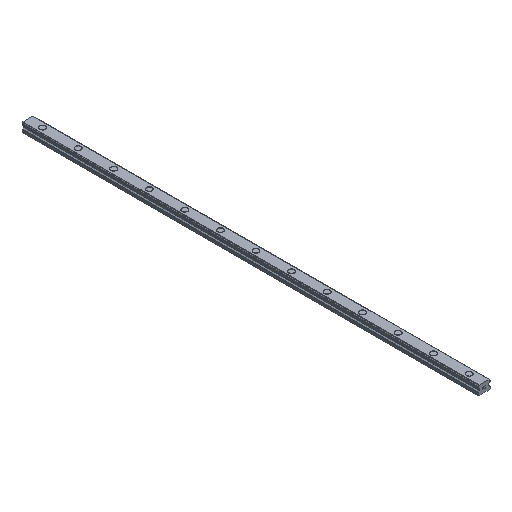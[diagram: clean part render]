
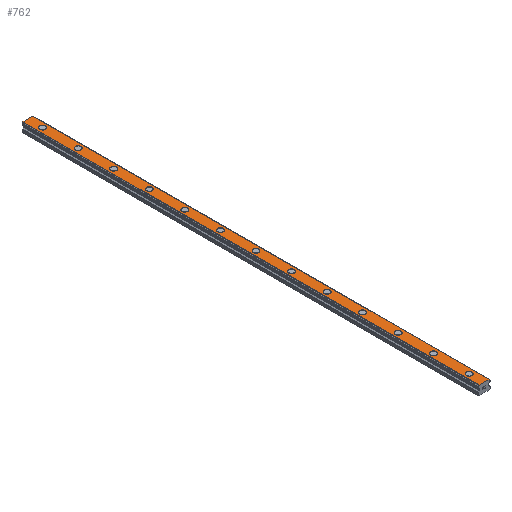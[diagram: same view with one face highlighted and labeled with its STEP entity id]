
A CAD part, isometric view. The second image highlights one B-rep face of the part: STEP entity #762.
In plain terms, the highlighted planar face has unit normal (0, 0, 1).
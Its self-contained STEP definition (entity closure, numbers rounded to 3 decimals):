
#762=ADVANCED_FACE('',(#1554,#1555,#1556,#1557,#1558,#1559,#1560,#1561,#1562,#1563,#1564,#1565,#1566,#1567),#1568,.T.);
#1554=FACE_BOUND('',#2369,.T.);
#1555=FACE_BOUND('',#2370,.T.);
#1556=FACE_BOUND('',#2371,.T.);
#1557=FACE_BOUND('',#2372,.T.);
#1558=FACE_BOUND('',#2373,.T.);
#1559=FACE_BOUND('',#2374,.T.);
#1560=FACE_BOUND('',#2375,.T.);
#1561=FACE_BOUND('',#2376,.T.);
#1562=FACE_BOUND('',#2377,.T.);
#1563=FACE_BOUND('',#2378,.T.);
#1564=FACE_BOUND('',#2379,.T.);
#1565=FACE_BOUND('',#2380,.T.);
#1566=FACE_BOUND('',#2381,.T.);
#1567=FACE_OUTER_BOUND('',#2382,.T.);
#1568=PLANE('',#2383);
#2369=EDGE_LOOP('',(#4539,#4540));
#2370=EDGE_LOOP('',(#4541,#4542));
#2371=EDGE_LOOP('',(#4543,#4544));
#2372=EDGE_LOOP('',(#4545,#4546));
#2373=EDGE_LOOP('',(#4547,#4548));
#2374=EDGE_LOOP('',(#4549,#4550));
#2375=EDGE_LOOP('',(#4551,#4552));
#2376=EDGE_LOOP('',(#4553,#4554));
#2377=EDGE_LOOP('',(#4555,#4556));
#2378=EDGE_LOOP('',(#4557,#4558));
#2379=EDGE_LOOP('',(#4559,#4560));
#2380=EDGE_LOOP('',(#4561,#4562));
#2381=EDGE_LOOP('',(#4563,#4564));
#2382=EDGE_LOOP('',(#4565,#4566,#4567,#4568));
#2383=AXIS2_PLACEMENT_3D('',#4569,#4570,#4571);
#4539=ORIENTED_EDGE('',*,*,#4891,.T.);
#4540=ORIENTED_EDGE('',*,*,#5356,.T.);
#4541=ORIENTED_EDGE('',*,*,#4879,.T.);
#4542=ORIENTED_EDGE('',*,*,#5374,.T.);
#4543=ORIENTED_EDGE('',*,*,#4867,.T.);
#4544=ORIENTED_EDGE('',*,*,#5389,.T.);
#4545=ORIENTED_EDGE('',*,*,#4855,.T.);
#4546=ORIENTED_EDGE('',*,*,#5404,.T.);
#4547=ORIENTED_EDGE('',*,*,#4843,.T.);
#4548=ORIENTED_EDGE('',*,*,#5419,.T.);
#4549=ORIENTED_EDGE('',*,*,#4831,.T.);
#4550=ORIENTED_EDGE('',*,*,#5434,.T.);
#4551=ORIENTED_EDGE('',*,*,#4819,.T.);
#4552=ORIENTED_EDGE('',*,*,#5449,.T.);
#4553=ORIENTED_EDGE('',*,*,#4807,.T.);
#4554=ORIENTED_EDGE('',*,*,#5464,.T.);
#4555=ORIENTED_EDGE('',*,*,#4795,.T.);
#4556=ORIENTED_EDGE('',*,*,#5479,.T.);
#4557=ORIENTED_EDGE('',*,*,#4783,.T.);
#4558=ORIENTED_EDGE('',*,*,#5494,.T.);
#4559=ORIENTED_EDGE('',*,*,#4771,.T.);
#4560=ORIENTED_EDGE('',*,*,#5509,.T.);
#4561=ORIENTED_EDGE('',*,*,#4759,.T.);
#4562=ORIENTED_EDGE('',*,*,#5524,.T.);
#4563=ORIENTED_EDGE('',*,*,#4747,.T.);
#4564=ORIENTED_EDGE('',*,*,#5539,.T.);
#4565=ORIENTED_EDGE('',*,*,#5338,.T.);
#4566=ORIENTED_EDGE('',*,*,#5588,.F.);
#4567=ORIENTED_EDGE('',*,*,#5210,.F.);
#4568=ORIENTED_EDGE('',*,*,#5586,.T.);
#4569=CARTESIAN_POINT('',(0.,770.0,15.5));
#4570=DIRECTION('',(0.0,0.0,1.0));
#4571=DIRECTION('',(-1.0,0.0,-0.0));
#4747=EDGE_CURVE('',#5644,#5641,#5645,.T.);
#4759=EDGE_CURVE('',#5666,#5663,#5667,.T.);
#4771=EDGE_CURVE('',#5688,#5685,#5689,.T.);
#4783=EDGE_CURVE('',#5710,#5707,#5711,.T.);
#4795=EDGE_CURVE('',#5732,#5729,#5733,.T.);
#4807=EDGE_CURVE('',#5754,#5751,#5755,.T.);
#4819=EDGE_CURVE('',#5776,#5773,#5777,.T.);
#4831=EDGE_CURVE('',#5798,#5795,#5799,.T.);
#4843=EDGE_CURVE('',#5820,#5817,#5821,.T.);
#4855=EDGE_CURVE('',#5842,#5839,#5843,.T.);
#4867=EDGE_CURVE('',#5864,#5861,#5865,.T.);
#4879=EDGE_CURVE('',#5886,#5883,#5887,.T.);
#4891=EDGE_CURVE('',#5908,#5905,#5909,.T.);
#5210=EDGE_CURVE('',#6374,#6376,#6377,.T.);
#5338=EDGE_CURVE('',#6587,#6585,#6588,.T.);
#5356=EDGE_CURVE('',#5905,#5908,#6621,.T.);
#5374=EDGE_CURVE('',#5883,#5886,#6641,.T.);
#5389=EDGE_CURVE('',#5861,#5864,#6658,.T.);
#5404=EDGE_CURVE('',#5839,#5842,#6675,.T.);
#5419=EDGE_CURVE('',#5817,#5820,#6692,.T.);
#5434=EDGE_CURVE('',#5795,#5798,#6709,.T.);
#5449=EDGE_CURVE('',#5773,#5776,#6726,.T.);
#5464=EDGE_CURVE('',#5751,#5754,#6743,.T.);
#5479=EDGE_CURVE('',#5729,#5732,#6760,.T.);
#5494=EDGE_CURVE('',#5707,#5710,#6777,.T.);
#5509=EDGE_CURVE('',#5685,#5688,#6794,.T.);
#5524=EDGE_CURVE('',#5663,#5666,#6811,.T.);
#5539=EDGE_CURVE('',#5641,#5644,#6828,.T.);
#5586=EDGE_CURVE('',#6374,#6587,#6877,.T.);
#5588=EDGE_CURVE('',#6376,#6585,#6879,.T.);
#5641=VERTEX_POINT('',#6934);
#5644=VERTEX_POINT('',#6938);
#5645=CIRCLE('',#6939,4.75);
#5663=VERTEX_POINT('',#6960);
#5666=VERTEX_POINT('',#6964);
#5667=CIRCLE('',#6965,4.75);
#5685=VERTEX_POINT('',#6986);
#5688=VERTEX_POINT('',#6990);
#5689=CIRCLE('',#6991,4.75);
#5707=VERTEX_POINT('',#7012);
#5710=VERTEX_POINT('',#7016);
#5711=CIRCLE('',#7017,4.75);
#5729=VERTEX_POINT('',#7038);
#5732=VERTEX_POINT('',#7042);
#5733=CIRCLE('',#7043,4.75);
#5751=VERTEX_POINT('',#7064);
#5754=VERTEX_POINT('',#7068);
#5755=CIRCLE('',#7069,4.75);
#5773=VERTEX_POINT('',#7090);
#5776=VERTEX_POINT('',#7094);
#5777=CIRCLE('',#7095,4.75);
#5795=VERTEX_POINT('',#7116);
#5798=VERTEX_POINT('',#7120);
#5799=CIRCLE('',#7121,4.75);
#5817=VERTEX_POINT('',#7142);
#5820=VERTEX_POINT('',#7146);
#5821=CIRCLE('',#7147,4.75);
#5839=VERTEX_POINT('',#7168);
#5842=VERTEX_POINT('',#7172);
#5843=CIRCLE('',#7173,4.75);
#5861=VERTEX_POINT('',#7194);
#5864=VERTEX_POINT('',#7198);
#5865=CIRCLE('',#7199,4.75);
#5883=VERTEX_POINT('',#7220);
#5886=VERTEX_POINT('',#7224);
#5887=CIRCLE('',#7225,4.75);
#5905=VERTEX_POINT('',#7246);
#5908=VERTEX_POINT('',#7250);
#5909=CIRCLE('',#7251,4.75);
#6374=VERTEX_POINT('',#7865);
#6376=VERTEX_POINT('',#7868);
#6377=LINE('',#7869,#7870);
#6585=VERTEX_POINT('',#8162);
#6587=VERTEX_POINT('',#8165);
#6588=LINE('',#8166,#8167);
#6621=CIRCLE('',#8207,4.75);
#6641=CIRCLE('',#8233,4.75);
#6658=CIRCLE('',#8254,4.75);
#6675=CIRCLE('',#8275,4.75);
#6692=CIRCLE('',#8296,4.75);
#6709=CIRCLE('',#8317,4.75);
#6726=CIRCLE('',#8338,4.75);
#6743=CIRCLE('',#8359,4.75);
#6760=CIRCLE('',#8380,4.75);
#6777=CIRCLE('',#8401,4.75);
#6794=CIRCLE('',#8422,4.75);
#6811=CIRCLE('',#8443,4.75);
#6828=CIRCLE('',#8464,4.75);
#6877=LINE('',#8533,#8534);
#6879=LINE('',#8536,#8537);
#6934=CARTESIAN_POINT('',(4.75,25.0,15.5));
#6938=CARTESIAN_POINT('',(-4.75,25.0,15.5));
#6939=AXIS2_PLACEMENT_3D('',#8609,#8610,#8611);
#6960=CARTESIAN_POINT('',(4.75,85.0,15.5));
#6964=CARTESIAN_POINT('',(-4.75,85.0,15.5));
#6965=AXIS2_PLACEMENT_3D('',#8631,#8632,#8633);
#6986=CARTESIAN_POINT('',(4.75,145.0,15.5));
#6990=CARTESIAN_POINT('',(-4.75,145.0,15.5));
#6991=AXIS2_PLACEMENT_3D('',#8653,#8654,#8655);
#7012=CARTESIAN_POINT('',(4.75,205.0,15.5));
#7016=CARTESIAN_POINT('',(-4.75,205.0,15.5));
#7017=AXIS2_PLACEMENT_3D('',#8675,#8676,#8677);
#7038=CARTESIAN_POINT('',(4.75,265.0,15.5));
#7042=CARTESIAN_POINT('',(-4.75,265.0,15.5));
#7043=AXIS2_PLACEMENT_3D('',#8697,#8698,#8699);
#7064=CARTESIAN_POINT('',(4.75,325.0,15.5));
#7068=CARTESIAN_POINT('',(-4.75,325.0,15.5));
#7069=AXIS2_PLACEMENT_3D('',#8719,#8720,#8721);
#7090=CARTESIAN_POINT('',(4.75,385.0,15.5));
#7094=CARTESIAN_POINT('',(-4.75,385.0,15.5));
#7095=AXIS2_PLACEMENT_3D('',#8741,#8742,#8743);
#7116=CARTESIAN_POINT('',(4.75,445.0,15.5));
#7120=CARTESIAN_POINT('',(-4.75,445.0,15.5));
#7121=AXIS2_PLACEMENT_3D('',#8763,#8764,#8765);
#7142=CARTESIAN_POINT('',(4.75,505.0,15.5));
#7146=CARTESIAN_POINT('',(-4.75,505.0,15.5));
#7147=AXIS2_PLACEMENT_3D('',#8785,#8786,#8787);
#7168=CARTESIAN_POINT('',(4.75,565.0,15.5));
#7172=CARTESIAN_POINT('',(-4.75,565.0,15.5));
#7173=AXIS2_PLACEMENT_3D('',#8807,#8808,#8809);
#7194=CARTESIAN_POINT('',(4.75,625.0,15.5));
#7198=CARTESIAN_POINT('',(-4.75,625.0,15.5));
#7199=AXIS2_PLACEMENT_3D('',#8829,#8830,#8831);
#7220=CARTESIAN_POINT('',(4.75,685.0,15.5));
#7224=CARTESIAN_POINT('',(-4.75,685.0,15.5));
#7225=AXIS2_PLACEMENT_3D('',#8851,#8852,#8853);
#7246=CARTESIAN_POINT('',(4.75,745.0,15.5));
#7250=CARTESIAN_POINT('',(-4.75,745.0,15.5));
#7251=AXIS2_PLACEMENT_3D('',#8873,#8874,#8875);
#7865=CARTESIAN_POINT('',(-8.378,770.0,15.5));
#7868=CARTESIAN_POINT('',(8.378,770.0,15.5));
#7869=CARTESIAN_POINT('',(-8.378,770.0,15.5));
#7870=VECTOR('',#9251,1.0);
#8162=CARTESIAN_POINT('',(8.378,0.0,15.5));
#8165=CARTESIAN_POINT('',(-8.378,0.0,15.5));
#8166=CARTESIAN_POINT('',(-8.378,0.0,15.5));
#8167=VECTOR('',#9391,1.0);
#8207=AXIS2_PLACEMENT_3D('',#9426,#9427,#9428);
#8233=AXIS2_PLACEMENT_3D('',#9447,#9448,#9449);
#8254=AXIS2_PLACEMENT_3D('',#9466,#9467,#9468);
#8275=AXIS2_PLACEMENT_3D('',#9485,#9486,#9487);
#8296=AXIS2_PLACEMENT_3D('',#9504,#9505,#9506);
#8317=AXIS2_PLACEMENT_3D('',#9523,#9524,#9525);
#8338=AXIS2_PLACEMENT_3D('',#9542,#9543,#9544);
#8359=AXIS2_PLACEMENT_3D('',#9561,#9562,#9563);
#8380=AXIS2_PLACEMENT_3D('',#9580,#9581,#9582);
#8401=AXIS2_PLACEMENT_3D('',#9599,#9600,#9601);
#8422=AXIS2_PLACEMENT_3D('',#9618,#9619,#9620);
#8443=AXIS2_PLACEMENT_3D('',#9637,#9638,#9639);
#8464=AXIS2_PLACEMENT_3D('',#9656,#9657,#9658);
#8533=CARTESIAN_POINT('',(-8.378,770.0,15.5));
#8534=VECTOR('',#9691,1.0);
#8536=CARTESIAN_POINT('',(8.378,770.0,15.5));
#8537=VECTOR('',#9692,1.0);
#8609=CARTESIAN_POINT('',(0.0,25.0,15.5));
#8610=DIRECTION('',(0.0,0.0,-1.0));
#8611=DIRECTION('',(1.0,0.0,0.0));
#8631=CARTESIAN_POINT('',(0.0,85.0,15.5));
#8632=DIRECTION('',(0.0,0.0,-1.0));
#8633=DIRECTION('',(1.0,0.0,0.0));
#8653=CARTESIAN_POINT('',(0.0,145.0,15.5));
#8654=DIRECTION('',(0.0,0.0,-1.0));
#8655=DIRECTION('',(1.0,0.0,0.0));
#8675=CARTESIAN_POINT('',(0.0,205.0,15.5));
#8676=DIRECTION('',(0.0,0.0,-1.0));
#8677=DIRECTION('',(1.0,0.0,0.0));
#8697=CARTESIAN_POINT('',(0.0,265.0,15.5));
#8698=DIRECTION('',(0.0,0.0,-1.0));
#8699=DIRECTION('',(1.0,0.0,0.0));
#8719=CARTESIAN_POINT('',(0.0,325.0,15.5));
#8720=DIRECTION('',(0.0,0.0,-1.0));
#8721=DIRECTION('',(1.0,0.0,0.0));
#8741=CARTESIAN_POINT('',(0.0,385.0,15.5));
#8742=DIRECTION('',(0.0,0.0,-1.0));
#8743=DIRECTION('',(1.0,0.0,0.0));
#8763=CARTESIAN_POINT('',(0.0,445.0,15.5));
#8764=DIRECTION('',(0.0,0.0,-1.0));
#8765=DIRECTION('',(1.0,0.0,0.0));
#8785=CARTESIAN_POINT('',(0.0,505.0,15.5));
#8786=DIRECTION('',(0.0,0.0,-1.0));
#8787=DIRECTION('',(1.0,0.0,0.0));
#8807=CARTESIAN_POINT('',(0.0,565.0,15.5));
#8808=DIRECTION('',(0.0,0.0,-1.0));
#8809=DIRECTION('',(1.0,0.0,0.0));
#8829=CARTESIAN_POINT('',(0.0,625.0,15.5));
#8830=DIRECTION('',(0.0,0.0,-1.0));
#8831=DIRECTION('',(1.0,0.0,0.0));
#8851=CARTESIAN_POINT('',(0.0,685.0,15.5));
#8852=DIRECTION('',(0.0,0.0,-1.0));
#8853=DIRECTION('',(1.0,0.0,0.0));
#8873=CARTESIAN_POINT('',(0.0,745.0,15.5));
#8874=DIRECTION('',(0.0,0.0,-1.0));
#8875=DIRECTION('',(1.0,0.0,0.0));
#9251=DIRECTION('',(1.0,0.0,0.0));
#9391=DIRECTION('',(1.0,0.0,0.0));
#9426=CARTESIAN_POINT('',(0.0,745.0,15.5));
#9427=DIRECTION('',(0.0,0.0,-1.0));
#9428=DIRECTION('',(1.0,0.0,0.0));
#9447=CARTESIAN_POINT('',(0.0,685.0,15.5));
#9448=DIRECTION('',(0.0,0.0,-1.0));
#9449=DIRECTION('',(1.0,0.0,0.0));
#9466=CARTESIAN_POINT('',(0.0,625.0,15.5));
#9467=DIRECTION('',(0.0,0.0,-1.0));
#9468=DIRECTION('',(1.0,0.0,0.0));
#9485=CARTESIAN_POINT('',(0.0,565.0,15.5));
#9486=DIRECTION('',(0.0,0.0,-1.0));
#9487=DIRECTION('',(1.0,0.0,0.0));
#9504=CARTESIAN_POINT('',(0.0,505.0,15.5));
#9505=DIRECTION('',(0.0,0.0,-1.0));
#9506=DIRECTION('',(1.0,0.0,0.0));
#9523=CARTESIAN_POINT('',(0.0,445.0,15.5));
#9524=DIRECTION('',(0.0,0.0,-1.0));
#9525=DIRECTION('',(1.0,0.0,0.0));
#9542=CARTESIAN_POINT('',(0.0,385.0,15.5));
#9543=DIRECTION('',(0.0,0.0,-1.0));
#9544=DIRECTION('',(1.0,0.0,0.0));
#9561=CARTESIAN_POINT('',(0.0,325.0,15.5));
#9562=DIRECTION('',(0.0,0.0,-1.0));
#9563=DIRECTION('',(1.0,0.0,0.0));
#9580=CARTESIAN_POINT('',(0.0,265.0,15.5));
#9581=DIRECTION('',(0.0,0.0,-1.0));
#9582=DIRECTION('',(1.0,0.0,0.0));
#9599=CARTESIAN_POINT('',(0.0,205.0,15.5));
#9600=DIRECTION('',(0.0,0.0,-1.0));
#9601=DIRECTION('',(1.0,0.0,0.0));
#9618=CARTESIAN_POINT('',(0.0,145.0,15.5));
#9619=DIRECTION('',(0.0,0.0,-1.0));
#9620=DIRECTION('',(1.0,0.0,0.0));
#9637=CARTESIAN_POINT('',(0.0,85.0,15.5));
#9638=DIRECTION('',(0.0,0.0,-1.0));
#9639=DIRECTION('',(1.0,0.0,0.0));
#9656=CARTESIAN_POINT('',(0.0,25.0,15.5));
#9657=DIRECTION('',(0.0,0.0,-1.0));
#9658=DIRECTION('',(1.0,0.0,0.0));
#9691=DIRECTION('',(0.0,-1.0,0.0));
#9692=DIRECTION('',(0.0,-1.0,0.0));
